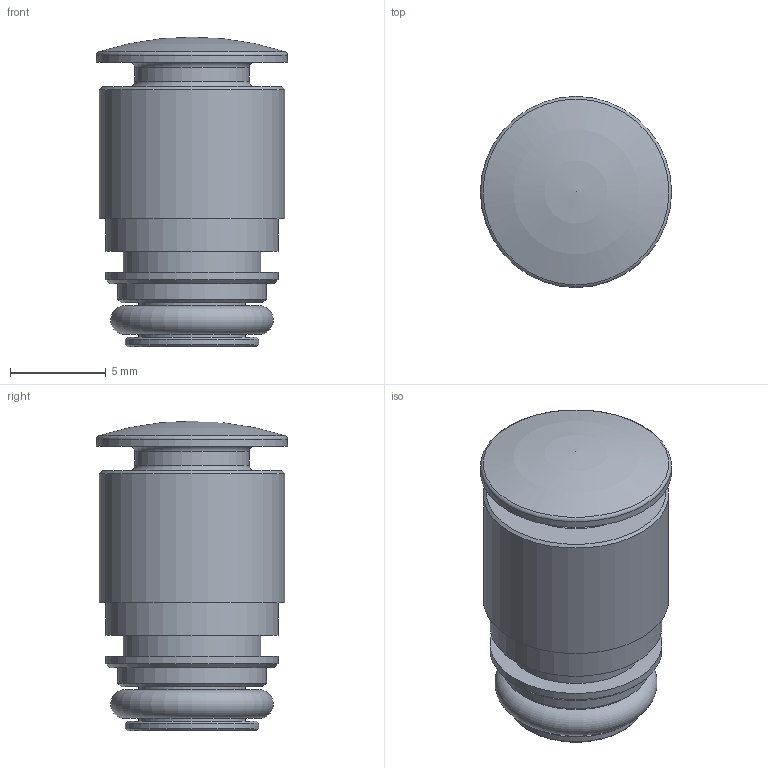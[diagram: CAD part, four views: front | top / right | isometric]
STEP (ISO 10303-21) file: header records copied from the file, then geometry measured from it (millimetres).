
FILE_DESCRIPTION(/* description */ ('STEP AP214'),/* implementation_level */ '2;1');
FILE_NAME(/* name */ '172976_QSP10-PTB',/* time_stamp */ '2024-09-14T14:22:04+02:00',/* author */ ('License CC BY-ND 4.0'),/* organization */ ('CADENAS'),/* preprocessor_version */ 'ST-DEVELOPER v19.3',/* originating_system */ 'PARTsolutions',/* authorisation */ ' ');
FILE_SCHEMA (('AUTOMOTIVE_DESIGN {1 0 10303 214 3 1 1}'));
Length unit declared in the file: millimetre
Products named in the file (1): 172976 QSP10-PTB---(high)
Bounding box: 10 x 10 x 16.2 mm (x, y, z)
Volume: 776.5 mm3; surface area: 977.8 mm2
Topology: 1 solids, 1 shells, 32 faces, 59 edges, 36 vertices
Faces by surface type: cylinder 11, plane 9, torus 5, cone 5, sphere 2
Full cylindrical faces by diameter (mm): 4 x1, 5.6 x2, 6 x1, 7 x1, 7.2 x1, 7.8 x1, 9 x2, 9.7 x1, 10 x1
Entity records: 882 total; most frequent: DIRECTION 128, CARTESIAN_POINT 95, AXIS2_PLACEMENT_3D 64, ORIENTED_EDGE 62, EDGE_LOOP 62, FACE_BOUND 62, STYLED_ITEM 32, PRESENTATION_STYLE_ASSIGNMENT 32
